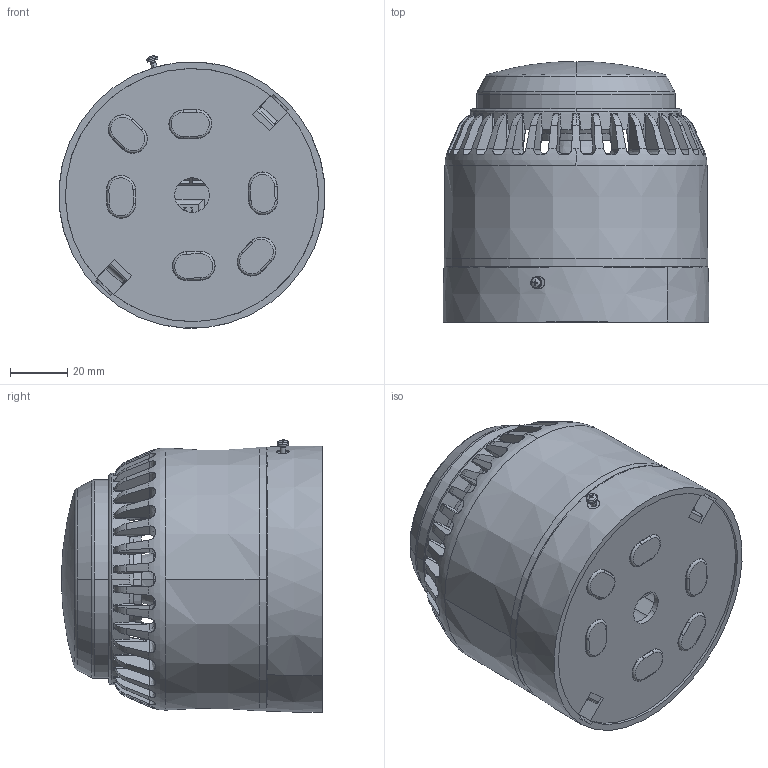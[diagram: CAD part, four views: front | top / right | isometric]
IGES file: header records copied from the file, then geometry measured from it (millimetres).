
Global section: file name: No Iges File Name specified; native system: Autodesk Inventor 2011; preprocessor: AutoDesk Inventor Iges Exporter R2011; author: Dunn; date: 20120110.164304; units: millimetre
Bounding box: 92.85 x 91 x 95.01 mm (x, y, z)
Volume: 221396.6 mm3; surface area: 131678.8 mm2
Topology: 15 solids, 15 shells, 3492 faces, 9276 edges, 5771 vertices
Faces by surface type: plane 2580, revolution 458, bspline 181, cylinder 174, cone 64, torus 34, sphere 1
